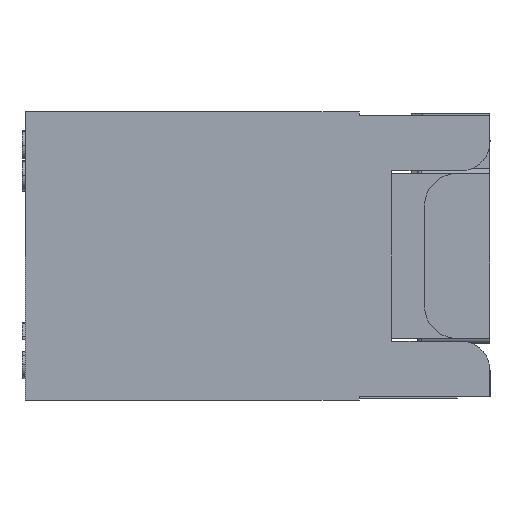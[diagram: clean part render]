
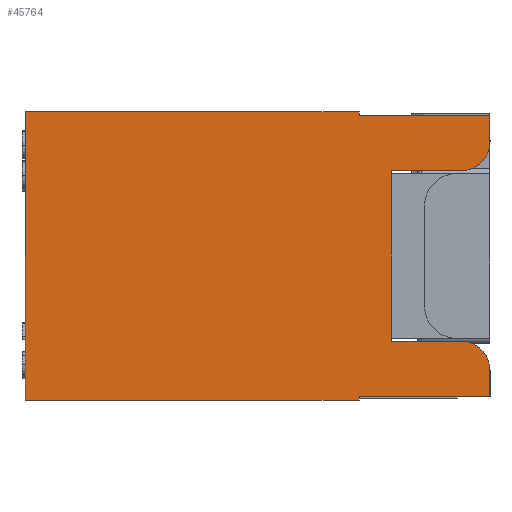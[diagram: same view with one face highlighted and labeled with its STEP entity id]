
A CAD part, left-side view. The second image highlights one B-rep face of the part: STEP entity #45764.
In plain terms, the highlighted planar face has unit normal (-1, 0, 0).
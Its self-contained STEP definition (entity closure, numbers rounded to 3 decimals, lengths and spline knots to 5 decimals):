
#1648=PLANE('',#48984);
#3687=FACE_OUTER_BOUND('',#5852,.T.);
#5852=EDGE_LOOP('',(#38764,#38765,#38766,#38767,#38768,#38769,#38770,#38771,
#38772,#38773,#38774,#38775,#38776,#38777));
#7277=CIRCLE('',#48983,0.045);
#7278=CIRCLE('',#48985,0.045);
#8093=LINE('',#62714,#13283);
#8126=LINE('',#62796,#13316);
#11779=LINE('',#72402,#16969);
#11780=LINE('',#72404,#16970);
#11781=LINE('',#72406,#16971);
#11782=LINE('',#72408,#16972);
#11783=LINE('',#72410,#16973);
#11784=LINE('',#72412,#16974);
#11785=LINE('',#72414,#16975);
#11786=LINE('',#72416,#16976);
#11787=LINE('',#72418,#16977);
#11788=LINE('',#72420,#16978);
#13283=VECTOR('',#50801,0.3937);
#13316=VECTOR('',#50856,0.3937);
#16969=VECTOR('',#59243,0.3937);
#16970=VECTOR('',#59244,0.3937);
#16971=VECTOR('',#59245,0.3937);
#16972=VECTOR('',#59246,0.3937);
#16973=VECTOR('',#59247,0.3937);
#16974=VECTOR('',#59248,0.3937);
#16975=VECTOR('',#59249,0.3937);
#16976=VECTOR('',#59250,0.3937);
#16977=VECTOR('',#59251,0.3937);
#16978=VECTOR('',#59254,0.3937);
#18390=VERTEX_POINT('',#62711);
#18391=VERTEX_POINT('',#62713);
#18428=VERTEX_POINT('',#62793);
#18429=VERTEX_POINT('',#62795);
#21610=VERTEX_POINT('',#72397);
#21611=VERTEX_POINT('',#72401);
#21612=VERTEX_POINT('',#72403);
#21613=VERTEX_POINT('',#72405);
#21614=VERTEX_POINT('',#72407);
#21615=VERTEX_POINT('',#72409);
#21616=VERTEX_POINT('',#72411);
#21617=VERTEX_POINT('',#72413);
#21618=VERTEX_POINT('',#72415);
#21619=VERTEX_POINT('',#72417);
#22943=EDGE_CURVE('',#18391,#18390,#8093,.T.);
#22984=EDGE_CURVE('',#18429,#18428,#8126,.T.);
#27634=EDGE_CURVE('',#21610,#18390,#7277,.T.);
#27635=EDGE_CURVE('',#21611,#21610,#11779,.T.);
#27636=EDGE_CURVE('',#21611,#21612,#11780,.T.);
#27637=EDGE_CURVE('',#21612,#21613,#11781,.T.);
#27638=EDGE_CURVE('',#21614,#21613,#11782,.T.);
#27639=EDGE_CURVE('',#21615,#21614,#11783,.T.);
#27640=EDGE_CURVE('',#21616,#21615,#11784,.T.);
#27641=EDGE_CURVE('',#21616,#21617,#11785,.T.);
#27642=EDGE_CURVE('',#21617,#21618,#11786,.T.);
#27643=EDGE_CURVE('',#21619,#21618,#11787,.T.);
#27644=EDGE_CURVE('',#18429,#21619,#7278,.T.);
#27645=EDGE_CURVE('',#18428,#18391,#11788,.T.);
#38764=ORIENTED_EDGE('',*,*,#27634,.F.);
#38765=ORIENTED_EDGE('',*,*,#27635,.F.);
#38766=ORIENTED_EDGE('',*,*,#27636,.T.);
#38767=ORIENTED_EDGE('',*,*,#27637,.T.);
#38768=ORIENTED_EDGE('',*,*,#27638,.F.);
#38769=ORIENTED_EDGE('',*,*,#27639,.F.);
#38770=ORIENTED_EDGE('',*,*,#27640,.F.);
#38771=ORIENTED_EDGE('',*,*,#27641,.T.);
#38772=ORIENTED_EDGE('',*,*,#27642,.T.);
#38773=ORIENTED_EDGE('',*,*,#27643,.F.);
#38774=ORIENTED_EDGE('',*,*,#27644,.F.);
#38775=ORIENTED_EDGE('',*,*,#22984,.T.);
#38776=ORIENTED_EDGE('',*,*,#27645,.T.);
#38777=ORIENTED_EDGE('',*,*,#22943,.T.);
#45764=ADVANCED_FACE('',(#3687),#1648,.T.);
#48983=AXIS2_PLACEMENT_3D('',#72399,#59239,#59240);
#48984=AXIS2_PLACEMENT_3D('',#72400,#59241,#59242);
#48985=AXIS2_PLACEMENT_3D('',#72419,#59252,#59253);
#50801=DIRECTION('',(0.,-1.,0.));
#50856=DIRECTION('',(0.,1.,0.));
#59239=DIRECTION('center_axis',(1.,0.,0.));
#59240=DIRECTION('ref_axis',(0.,-0.707,-0.707));
#59241=DIRECTION('center_axis',(-1.,0.,0.));
#59242=DIRECTION('ref_axis',(0.,-1.,0.));
#59243=DIRECTION('',(0.,0.,-1.));
#59244=DIRECTION('',(0.,1.,0.));
#59245=DIRECTION('',(0.,0.,1.));
#59246=DIRECTION('',(0.,-1.,0.));
#59247=DIRECTION('',(0.,0.,1.));
#59248=DIRECTION('',(0.,1.,0.));
#59249=DIRECTION('',(0.,0.,1.));
#59250=DIRECTION('',(0.,-1.,0.));
#59251=DIRECTION('',(0.,0.,-1.));
#59252=DIRECTION('center_axis',(1.,0.,0.));
#59253=DIRECTION('ref_axis',(0.,-0.707,0.707));
#59254=DIRECTION('',(0.,0.,1.));
#62711=CARTESIAN_POINT('',(-0.77208,-0.38066,0.13));
#62713=CARTESIAN_POINT('',(-0.77208,-0.27566,0.13));
#62714=CARTESIAN_POINT('',(-0.77208,0.00434,0.13));
#62793=CARTESIAN_POINT('',(-0.77208,-0.27566,-0.13));
#62795=CARTESIAN_POINT('',(-0.77208,-0.38066,-0.13));
#62796=CARTESIAN_POINT('',(-0.77208,0.00434,-0.13));
#72397=CARTESIAN_POINT('',(-0.77208,-0.42566,0.175));
#72399=CARTESIAN_POINT('Origin',(-0.77208,-0.38066,0.175));
#72400=CARTESIAN_POINT('Origin',(-0.77208,0.28434,0.));
#72401=CARTESIAN_POINT('',(-0.77208,-0.42566,0.215));
#72402=CARTESIAN_POINT('',(-0.77208,-0.42566,0.));
#72403=CARTESIAN_POINT('',(-0.77208,-0.22566,0.215));
#72404=CARTESIAN_POINT('',(-0.77208,-0.02066,0.215));
#72405=CARTESIAN_POINT('',(-0.77208,-0.22566,0.22));
#72406=CARTESIAN_POINT('',(-0.77208,-0.22566,0.11));
#72407=CARTESIAN_POINT('',(-0.77208,0.28434,0.22));
#72408=CARTESIAN_POINT('',(-0.77208,0.28434,0.22));
#72409=CARTESIAN_POINT('',(-0.77208,0.28434,-0.22));
#72410=CARTESIAN_POINT('',(-0.77208,0.28434,0.));
#72411=CARTESIAN_POINT('',(-0.77208,-0.22566,-0.22));
#72412=CARTESIAN_POINT('',(-0.77208,0.28434,-0.22));
#72413=CARTESIAN_POINT('',(-0.77208,-0.22566,-0.215));
#72414=CARTESIAN_POINT('',(-0.77208,-0.22566,-0.11));
#72415=CARTESIAN_POINT('',(-0.77208,-0.42566,-0.215));
#72416=CARTESIAN_POINT('',(-0.77208,-0.02066,-0.215));
#72417=CARTESIAN_POINT('',(-0.77208,-0.42566,-0.175));
#72418=CARTESIAN_POINT('',(-0.77208,-0.42566,0.));
#72419=CARTESIAN_POINT('Origin',(-0.77208,-0.38066,-0.175));
#72420=CARTESIAN_POINT('',(-0.77208,-0.27566,0.));
